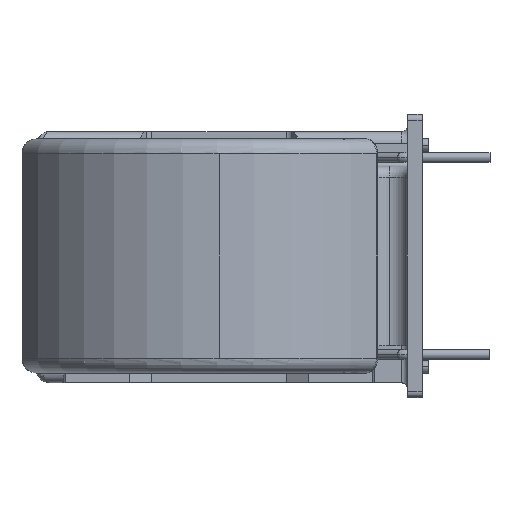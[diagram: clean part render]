
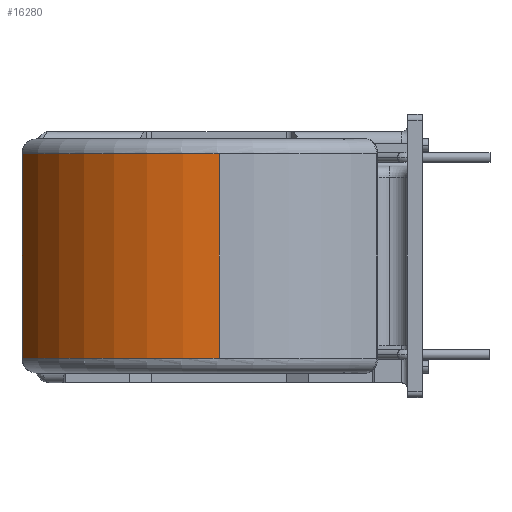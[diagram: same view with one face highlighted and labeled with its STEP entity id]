
A CAD part, left-side view. The second image highlights one B-rep face of the part: STEP entity #16280.
In plain terms, the highlighted cylindrical face has radius 17 mm (diameter 34 mm), a partial arc.
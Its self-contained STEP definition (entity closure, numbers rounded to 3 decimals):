
#216 = DIRECTION ( 'NONE',  ( 0., 0., -1. ) ) ;
#454 = DIRECTION ( 'NONE',  ( 0., 0., -1. ) ) ;
#1832 = CARTESIAN_POINT ( 'NONE',  ( -17., 0., 9.5 ) ) ;
#1883 = DIRECTION ( 'NONE',  ( 0., 0., 1. ) ) ;
#3550 = CARTESIAN_POINT ( 'NONE',  ( -17., 0., 8.3 ) ) ;
#4118 = ORIENTED_EDGE ( 'NONE', *, *, #19383, .T. ) ;
#4765 = CARTESIAN_POINT ( 'NONE',  ( -5.811, 15.976, 9.5 ) ) ;
#4861 = CIRCLE ( 'NONE', #14630, 17. ) ;
#5002 = CARTESIAN_POINT ( 'NONE',  ( 0., 0., 9.5 ) ) ;
#5224 = FACE_OUTER_BOUND ( 'NONE', #12426, .T. ) ;
#5762 = ORIENTED_EDGE ( 'NONE', *, *, #6977, .T. ) ;
#6181 = EDGE_CURVE ( 'NONE', #19093, #18919, #17949, .T. ) ;
#6273 = DIRECTION ( 'NONE',  ( 0., 0., -1. ) ) ;
#6898 = CIRCLE ( 'NONE', #8900, 17. ) ;
#6918 = CYLINDRICAL_SURFACE ( 'NONE', #14957, 17. ) ;
#6977 = EDGE_CURVE ( 'NONE', #11659, #19093, #6898, .T. ) ;
#8014 = ORIENTED_EDGE ( 'NONE', *, *, #13644, .F. ) ;
#8643 = ORIENTED_EDGE ( 'NONE', *, *, #6181, .T. ) ;
#8900 = AXIS2_PLACEMENT_3D ( 'NONE', #13849, #6273, #17201 ) ;
#10054 = LINE ( 'NONE', #1832, #19575 ) ;
#11029 = DIRECTION ( 'NONE',  ( -1., 0., 0. ) ) ;
#11066 = CARTESIAN_POINT ( 'NONE',  ( 0., 0., -8.3 ) ) ;
#11659 = VERTEX_POINT ( 'NONE', #3550 ) ;
#12224 = CARTESIAN_POINT ( 'NONE',  ( -17., 0., -8.3 ) ) ;
#12426 = EDGE_LOOP ( 'NONE', ( #8014, #5762, #8643, #4118 ) ) ;
#12589 = DIRECTION ( 'NONE',  ( 1., 0., 0. ) ) ;
#13481 = VERTEX_POINT ( 'NONE', #12224 ) ;
#13644 = EDGE_CURVE ( 'NONE', #11659, #13481, #10054, .T. ) ;
#13849 = CARTESIAN_POINT ( 'NONE',  ( 0., 0., 8.3 ) ) ;
#14630 = AXIS2_PLACEMENT_3D ( 'NONE', #11066, #1883, #12589 ) ;
#14957 = AXIS2_PLACEMENT_3D ( 'NONE', #5002, #15632, #11029 ) ;
#15632 = DIRECTION ( 'NONE',  ( 0., 0., -1. ) ) ;
#16280 = ADVANCED_FACE ( 'NONE', ( #5224 ), #6918, .T. ) ;
#16517 = VECTOR ( 'NONE', #216, 1000. ) ;
#17201 = DIRECTION ( 'NONE',  ( 1., 0., 0. ) ) ;
#17949 = LINE ( 'NONE', #4765, #16517 ) ;
#18142 = CARTESIAN_POINT ( 'NONE',  ( -5.811, 15.976, -8.3 ) ) ;
#18742 = CARTESIAN_POINT ( 'NONE',  ( -5.811, 15.976, 8.3 ) ) ;
#18919 = VERTEX_POINT ( 'NONE', #18142 ) ;
#19093 = VERTEX_POINT ( 'NONE', #18742 ) ;
#19383 = EDGE_CURVE ( 'NONE', #18919, #13481, #4861, .T. ) ;
#19575 = VECTOR ( 'NONE', #454, 1000. ) ;
